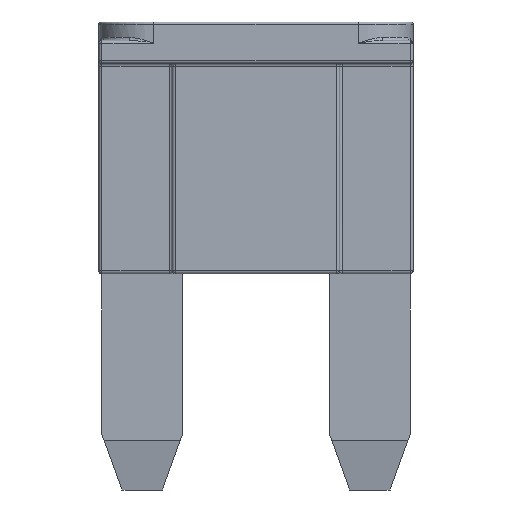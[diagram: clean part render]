
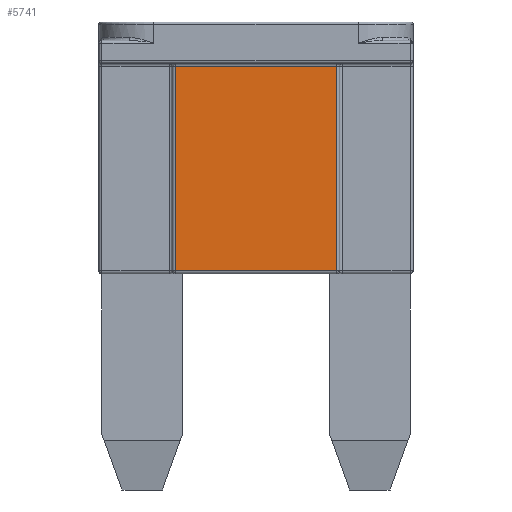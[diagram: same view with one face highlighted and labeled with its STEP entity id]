
A CAD part, front view. The second image highlights one B-rep face of the part: STEP entity #5741.
In plain terms, the highlighted planar face has unit normal (0, -1, 0).
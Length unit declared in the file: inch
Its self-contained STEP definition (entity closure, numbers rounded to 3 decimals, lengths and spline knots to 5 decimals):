
#5 = VERTEX_POINT ( 'NONE', #6614 ) ;
#77 = CARTESIAN_POINT ( 'NONE',  ( 0.11024, -0.06693, 0.00394 ) ) ;
#586 = VERTEX_POINT ( 'NONE', #77 ) ;
#647 = CARTESIAN_POINT ( 'NONE',  ( 0.11024, -0.06693, 0.28346 ) ) ;
#1115 = VECTOR ( 'NONE', #8080, 39.37008 ) ;
#1243 = AXIS2_PLACEMENT_3D ( 'NONE', #5156, #2367, #3352 ) ;
#1562 = CARTESIAN_POINT ( 'NONE',  ( -0.11024, -0.06693, 0.00394 ) ) ;
#1829 = CARTESIAN_POINT ( 'NONE',  ( -0.05709, -0.06693, 0.00394 ) ) ;
#1956 = ORIENTED_EDGE ( 'NONE', *, *, #6763, .F. ) ;
#2009 = LINE ( 'NONE', #3221, #1115 ) ;
#2367 = DIRECTION ( 'NONE',  ( 0., 1., 0. ) ) ;
#2443 = ORIENTED_EDGE ( 'NONE', *, *, #6793, .F. ) ;
#2671 = ORIENTED_EDGE ( 'NONE', *, *, #7361, .F. ) ;
#3167 = DIRECTION ( 'NONE',  ( 0., 0., -1. ) ) ;
#3221 = CARTESIAN_POINT ( 'NONE',  ( -0.11417, -0.06693, 0.28346 ) ) ;
#3247 = CARTESIAN_POINT ( 'NONE',  ( 0.11024, -0.06693, 0. ) ) ;
#3272 = VERTEX_POINT ( 'NONE', #647 ) ;
#3352 = DIRECTION ( 'NONE',  ( 0., 0., 1. ) ) ;
#3849 = VECTOR ( 'NONE', #4440, 39.37008 ) ;
#3973 = VECTOR ( 'NONE', #3167, 39.37008 ) ;
#3989 = LINE ( 'NONE', #1829, #4978 ) ;
#4029 = FACE_OUTER_BOUND ( 'NONE', #5200, .T. ) ;
#4340 = LINE ( 'NONE', #7859, #3849 ) ;
#4440 = DIRECTION ( 'NONE',  ( 0., 0., 1. ) ) ;
#4978 = VECTOR ( 'NONE', #6701, 39.37008 ) ;
#5156 = CARTESIAN_POINT ( 'NONE',  ( -0.11417, -0.06693, 0. ) ) ;
#5200 = EDGE_LOOP ( 'NONE', ( #2443, #6995, #1956, #2671 ) ) ;
#5741 = ADVANCED_FACE ( 'NONE', ( #4029 ), #8122, .F. ) ;
#6589 = VERTEX_POINT ( 'NONE', #1562 ) ;
#6614 = CARTESIAN_POINT ( 'NONE',  ( -0.11024, -0.06693, 0.28346 ) ) ;
#6634 = LINE ( 'NONE', #3247, #3973 ) ;
#6701 = DIRECTION ( 'NONE',  ( -1., 0., 0. ) ) ;
#6763 = EDGE_CURVE ( 'NONE', #586, #6589, #3989, .T. ) ;
#6793 = EDGE_CURVE ( 'NONE', #5, #3272, #2009, .T. ) ;
#6995 = ORIENTED_EDGE ( 'NONE', *, *, #7009, .F. ) ;
#7009 = EDGE_CURVE ( 'NONE', #6589, #5, #4340, .T. ) ;
#7361 = EDGE_CURVE ( 'NONE', #3272, #586, #6634, .T. ) ;
#7859 = CARTESIAN_POINT ( 'NONE',  ( -0.11024, -0.06693, 0. ) ) ;
#8080 = DIRECTION ( 'NONE',  ( 1., 0., 0. ) ) ;
#8122 = PLANE ( 'NONE',  #1243 ) ;
